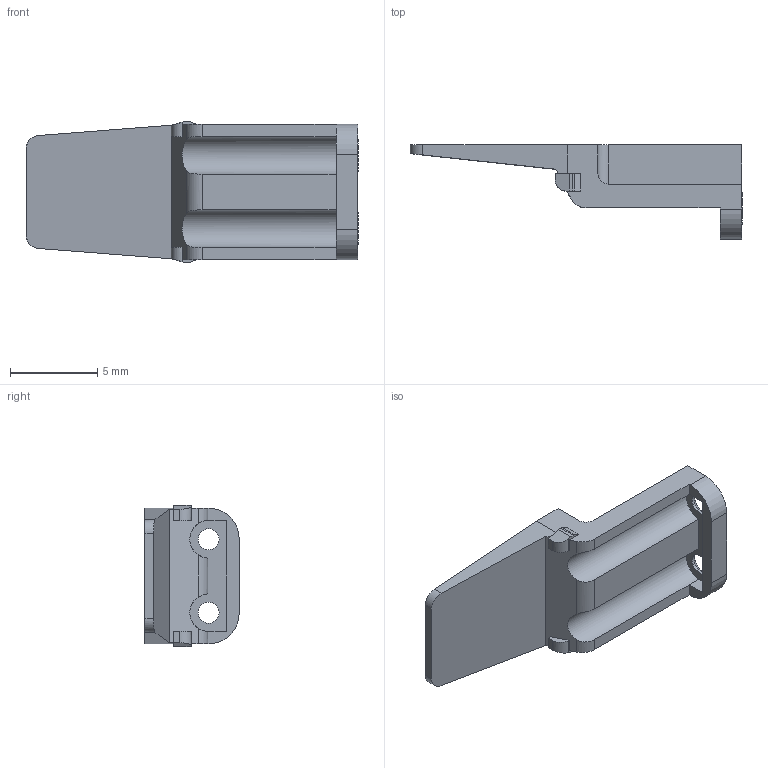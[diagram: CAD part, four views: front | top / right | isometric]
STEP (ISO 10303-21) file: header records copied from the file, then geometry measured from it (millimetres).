
FILE_DESCRIPTION((''),'2;1');
FILE_NAME('AWM-2S','2014-11-03T',('Orion.Li'),(''),'PRO/ENGINEER BY PARAMETRIC TECHNOLOGY CORPORATION, 2013230','PRO/ENGINEER BY PARAMETRIC TECHNOLOGY CORPORATION, 2013230','');
FILE_SCHEMA(('CONFIG_CONTROL_DESIGN'));
Length unit declared in the file: millimetre
Products named in the file (1): AWM-2S
Bounding box: 19 x 5.4 x 8.08 mm (x, y, z)
Volume: 206.2 mm3; surface area: 472.4 mm2
Topology: 1 solids, 1 shells, 65 faces, 181 edges, 118 vertices
Faces by surface type: plane 40, cylinder 21, cone 4
Entity records: 2181 total; most frequent: CARTESIAN_POINT 460, ORIENTED_EDGE 362, DIRECTION 331, EDGE_CURVE 181, VECTOR 137, LINE 137, VERTEX_POINT 118, AXIS2_PLACEMENT_3D 97
